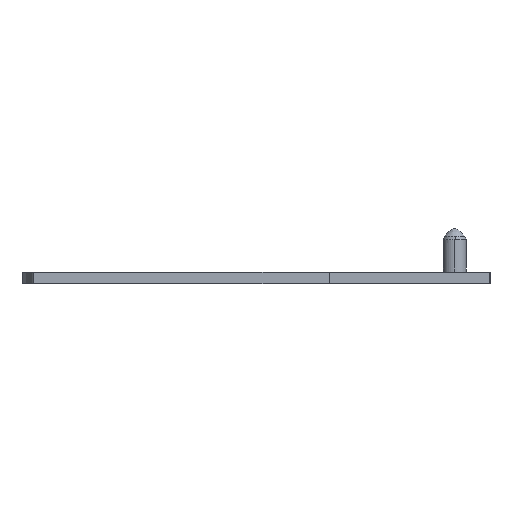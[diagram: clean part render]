
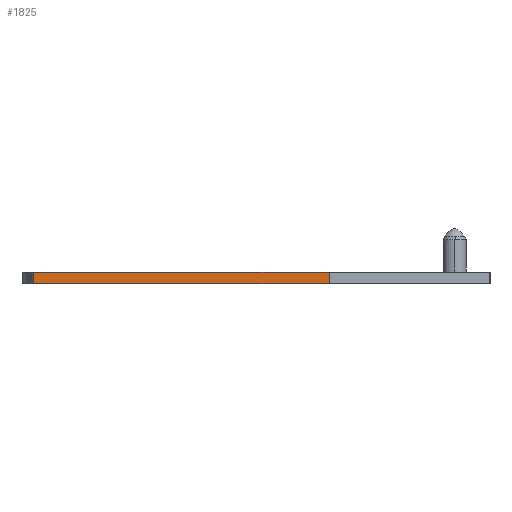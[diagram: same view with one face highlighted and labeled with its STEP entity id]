
A CAD part, left-side view. The second image highlights one B-rep face of the part: STEP entity #1825.
In plain terms, the highlighted planar face has unit normal (-1, 0, 0).
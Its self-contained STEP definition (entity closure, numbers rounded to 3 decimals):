
#32 = PLANE('',#33);
#33 = AXIS2_PLACEMENT_3D('',#34,#35,#36);
#34 = CARTESIAN_POINT('',(-87.609,-47.698,3.175));
#35 = DIRECTION('',(0.,0.,-1.));
#36 = DIRECTION('',(-1.,0.,0.));
#83 = VERTEX_POINT('',#84);
#84 = CARTESIAN_POINT('',(0.,-100.,3.175));
#97 = PLANE('',#98);
#98 = AXIS2_PLACEMENT_3D('',#99,#100,#101);
#99 = CARTESIAN_POINT('',(-25.981,-85.,-7.));
#100 = DIRECTION('',(0.5,0.866,0.));
#101 = DIRECTION('',(0.866,-0.5,0.));
#108 = EDGE_CURVE('',#109,#83,#111,.T.);
#109 = VERTEX_POINT('',#110);
#110 = CARTESIAN_POINT('',(0.,-3.175,3.175));
#111 = SURFACE_CURVE('',#112,(#116,#122),.PCURVE_S1.);
#112 = LINE('',#113,#114);
#113 = CARTESIAN_POINT('',(0.,-23.849,3.175));
#114 = VECTOR('',#115,1.);
#115 = DIRECTION('',(0.,-1.,0.));
#116 = PCURVE('',#32,#117);
#117 = DEFINITIONAL_REPRESENTATION('',(#118),#121);
#118 = B_SPLINE_CURVE_WITH_KNOTS('',1,(#119,#120),.UNSPECIFIED.,.F.,.F.,
  (2,2),(-23.849,76.151),.PIECEWISE_BEZIER_KNOTS.);
#119 = CARTESIAN_POINT('',(-87.609,47.698));
#120 = CARTESIAN_POINT('',(-87.609,-52.302));
#121 = ( GEOMETRIC_REPRESENTATION_CONTEXT(2) 
PARAMETRIC_REPRESENTATION_CONTEXT() REPRESENTATION_CONTEXT('2D SPACE',''
  ) );
#122 = PCURVE('',#123,#128);
#123 = PLANE('',#124);
#124 = AXIS2_PLACEMENT_3D('',#125,#126,#127);
#125 = CARTESIAN_POINT('',(0.,0.,-7.));
#126 = DIRECTION('',(1.,0.,0.));
#127 = DIRECTION('',(0.,-1.,0.));
#128 = DEFINITIONAL_REPRESENTATION('',(#129),#132);
#129 = B_SPLINE_CURVE_WITH_KNOTS('',1,(#130,#131),.UNSPECIFIED.,.F.,.F.,
  (2,2),(-23.849,76.151),.PIECEWISE_BEZIER_KNOTS.);
#130 = CARTESIAN_POINT('',(0.,-10.175));
#131 = CARTESIAN_POINT('',(100.,-10.175));
#132 = ( GEOMETRIC_REPRESENTATION_CONTEXT(2) 
PARAMETRIC_REPRESENTATION_CONTEXT() REPRESENTATION_CONTEXT('2D SPACE',''
  ) );
#150 = PLANE('',#151);
#151 = AXIS2_PLACEMENT_3D('',#152,#153,#154);
#152 = CARTESIAN_POINT('',(-38.1,-3.175,3.175));
#153 = DIRECTION('',(0.,1.,0.));
#154 = DIRECTION('',(0.,0.,1.));
#988 = PLANE('',#989);
#989 = AXIS2_PLACEMENT_3D('',#990,#991,#992);
#990 = CARTESIAN_POINT('',(-87.609,-47.698,0.));
#991 = DIRECTION('',(0.,0.,-1.));
#992 = DIRECTION('',(-1.,0.,0.));
#1783 = VERTEX_POINT('',#1784);
#1784 = CARTESIAN_POINT('',(0.,-3.175,0.));
#1805 = EDGE_CURVE('',#109,#1783,#1806,.T.);
#1806 = SURFACE_CURVE('',#1807,(#1811,#1817),.PCURVE_S1.);
#1807 = LINE('',#1808,#1809);
#1808 = CARTESIAN_POINT('',(0.,-3.175,-1.913));
#1809 = VECTOR('',#1810,1.);
#1810 = DIRECTION('',(0.,0.,-1.));
#1811 = PCURVE('',#150,#1812);
#1812 = DEFINITIONAL_REPRESENTATION('',(#1813),#1816);
#1813 = B_SPLINE_CURVE_WITH_KNOTS('',1,(#1814,#1815),.UNSPECIFIED.,.F.,
  .F.,(2,2),(-5.088,-1.913),.PIECEWISE_BEZIER_KNOTS.);
#1814 = CARTESIAN_POINT('',(0.,38.1));
#1815 = CARTESIAN_POINT('',(-3.175,38.1));
#1816 = ( GEOMETRIC_REPRESENTATION_CONTEXT(2) 
PARAMETRIC_REPRESENTATION_CONTEXT() REPRESENTATION_CONTEXT('2D SPACE',''
  ) );
#1817 = PCURVE('',#123,#1818);
#1818 = DEFINITIONAL_REPRESENTATION('',(#1819),#1822);
#1819 = B_SPLINE_CURVE_WITH_KNOTS('',1,(#1820,#1821),.UNSPECIFIED.,.F.,
  .F.,(2,2),(-5.088,-1.913),.PIECEWISE_BEZIER_KNOTS.);
#1820 = CARTESIAN_POINT('',(3.175,-10.175));
#1821 = CARTESIAN_POINT('',(3.175,-7.));
#1822 = ( GEOMETRIC_REPRESENTATION_CONTEXT(2) 
PARAMETRIC_REPRESENTATION_CONTEXT() REPRESENTATION_CONTEXT('2D SPACE',''
  ) );
#1825 = ADVANCED_FACE('',(#1826),#123,.F.);
#1826 = FACE_BOUND('',#1827,.F.);
#1827 = EDGE_LOOP('',(#1828,#1851,#1870,#1871));
#1828 = ORIENTED_EDGE('',*,*,#1829,.F.);
#1829 = EDGE_CURVE('',#1830,#83,#1832,.T.);
#1830 = VERTEX_POINT('',#1831);
#1831 = CARTESIAN_POINT('',(0.,-100.,0.));
#1832 = SURFACE_CURVE('',#1833,(#1837,#1844),.PCURVE_S1.);
#1833 = LINE('',#1834,#1835);
#1834 = CARTESIAN_POINT('',(0.,-100.,-7.));
#1835 = VECTOR('',#1836,1.);
#1836 = DIRECTION('',(0.,0.,1.));
#1837 = PCURVE('',#123,#1838);
#1838 = DEFINITIONAL_REPRESENTATION('',(#1839),#1843);
#1839 = LINE('',#1840,#1841);
#1840 = CARTESIAN_POINT('',(100.,0.));
#1841 = VECTOR('',#1842,1.);
#1842 = DIRECTION('',(0.,-1.));
#1843 = ( GEOMETRIC_REPRESENTATION_CONTEXT(2) 
PARAMETRIC_REPRESENTATION_CONTEXT() REPRESENTATION_CONTEXT('2D SPACE',''
  ) );
#1844 = PCURVE('',#97,#1845);
#1845 = DEFINITIONAL_REPRESENTATION('',(#1846),#1850);
#1846 = LINE('',#1847,#1848);
#1847 = CARTESIAN_POINT('',(30.,0.));
#1848 = VECTOR('',#1849,1.);
#1849 = DIRECTION('',(0.,-1.));
#1850 = ( GEOMETRIC_REPRESENTATION_CONTEXT(2) 
PARAMETRIC_REPRESENTATION_CONTEXT() REPRESENTATION_CONTEXT('2D SPACE',''
  ) );
#1851 = ORIENTED_EDGE('',*,*,#1852,.F.);
#1852 = EDGE_CURVE('',#1783,#1830,#1853,.T.);
#1853 = SURFACE_CURVE('',#1854,(#1858,#1864),.PCURVE_S1.);
#1854 = LINE('',#1855,#1856);
#1855 = CARTESIAN_POINT('',(0.,-23.849,0.));
#1856 = VECTOR('',#1857,1.);
#1857 = DIRECTION('',(0.,-1.,0.));
#1858 = PCURVE('',#123,#1859);
#1859 = DEFINITIONAL_REPRESENTATION('',(#1860),#1863);
#1860 = B_SPLINE_CURVE_WITH_KNOTS('',1,(#1861,#1862),.UNSPECIFIED.,.F.,
  .F.,(2,2),(-23.849,76.151),.PIECEWISE_BEZIER_KNOTS.);
#1861 = CARTESIAN_POINT('',(0.,-7.));
#1862 = CARTESIAN_POINT('',(100.,-7.));
#1863 = ( GEOMETRIC_REPRESENTATION_CONTEXT(2) 
PARAMETRIC_REPRESENTATION_CONTEXT() REPRESENTATION_CONTEXT('2D SPACE',''
  ) );
#1864 = PCURVE('',#988,#1865);
#1865 = DEFINITIONAL_REPRESENTATION('',(#1866),#1869);
#1866 = B_SPLINE_CURVE_WITH_KNOTS('',1,(#1867,#1868),.UNSPECIFIED.,.F.,
  .F.,(2,2),(-23.849,76.151),.PIECEWISE_BEZIER_KNOTS.);
#1867 = CARTESIAN_POINT('',(-87.609,47.698));
#1868 = CARTESIAN_POINT('',(-87.609,-52.302));
#1869 = ( GEOMETRIC_REPRESENTATION_CONTEXT(2) 
PARAMETRIC_REPRESENTATION_CONTEXT() REPRESENTATION_CONTEXT('2D SPACE',''
  ) );
#1870 = ORIENTED_EDGE('',*,*,#1805,.F.);
#1871 = ORIENTED_EDGE('',*,*,#108,.T.);
